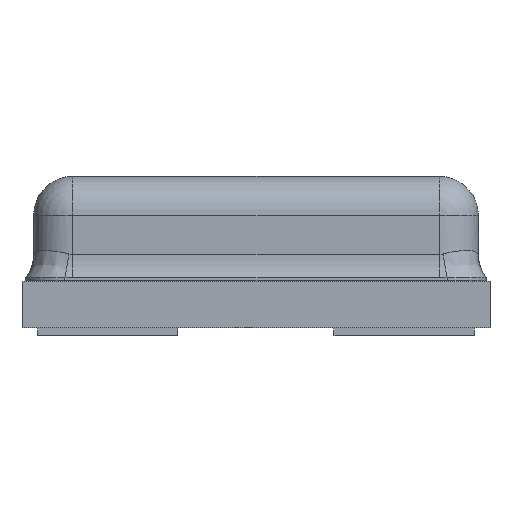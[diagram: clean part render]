
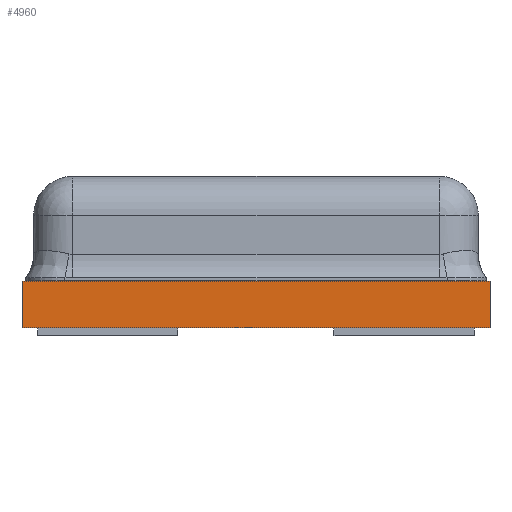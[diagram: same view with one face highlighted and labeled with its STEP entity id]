
A CAD part, front view. The second image highlights one B-rep face of the part: STEP entity #4960.
In plain terms, the highlighted planar face has unit normal (0, -1, 0).
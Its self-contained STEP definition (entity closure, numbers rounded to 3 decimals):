
#388=FACE_OUTER_BOUND('',#667,.T.);
#667=EDGE_LOOP('',(#3108,#3109,#3110,#3111));
#956=LINE('',#6509,#1445);
#961=LINE('',#6520,#1450);
#963=LINE('',#6523,#1452);
#964=LINE('',#6524,#1453);
#1445=VECTOR('',#5508,0.3);
#1450=VECTOR('',#5517,0.3);
#1452=VECTOR('',#5521,3.);
#1453=VECTOR('',#5522,3.);
#1931=VERTEX_POINT('',#6502);
#1934=VERTEX_POINT('',#6507);
#1937=VERTEX_POINT('',#6517);
#1938=VERTEX_POINT('',#6519);
#2392=EDGE_CURVE('',#1934,#1931,#956,.T.);
#2397=EDGE_CURVE('',#1938,#1937,#961,.T.);
#2399=EDGE_CURVE('',#1937,#1931,#963,.T.);
#2400=EDGE_CURVE('',#1938,#1934,#964,.T.);
#3108=ORIENTED_EDGE('',*,*,#2399,.T.);
#3109=ORIENTED_EDGE('',*,*,#2392,.F.);
#3110=ORIENTED_EDGE('',*,*,#2400,.F.);
#3111=ORIENTED_EDGE('',*,*,#2397,.T.);
#4513=PLANE('',#5250);
#4960=ADVANCED_FACE('',(#388),#4513,.F.);
#5250=AXIS2_PLACEMENT_3D('',#6522,#5519,#5520);
#5508=DIRECTION('',(0.,0.,-1.));
#5517=DIRECTION('',(0.,0.,-1.));
#5519=DIRECTION('center_axis',(0.,1.,0.));
#5520=DIRECTION('ref_axis',(0.,0.,1.));
#5521=DIRECTION('',(1.,0.,0.));
#5522=DIRECTION('',(1.,0.,0.));
#6502=CARTESIAN_POINT('',(1.5,-2.,0.));
#6507=CARTESIAN_POINT('',(1.5,-2.,0.3));
#6509=CARTESIAN_POINT('',(1.5,-2.,0.3));
#6517=CARTESIAN_POINT('',(-1.5,-2.,0.));
#6519=CARTESIAN_POINT('',(-1.5,-2.,0.3));
#6520=CARTESIAN_POINT('',(-1.5,-2.,0.3));
#6522=CARTESIAN_POINT('Origin',(-1.5,-2.,0.3));
#6523=CARTESIAN_POINT('',(-1.5,-2.,0.));
#6524=CARTESIAN_POINT('',(-1.5,-2.,0.3));
